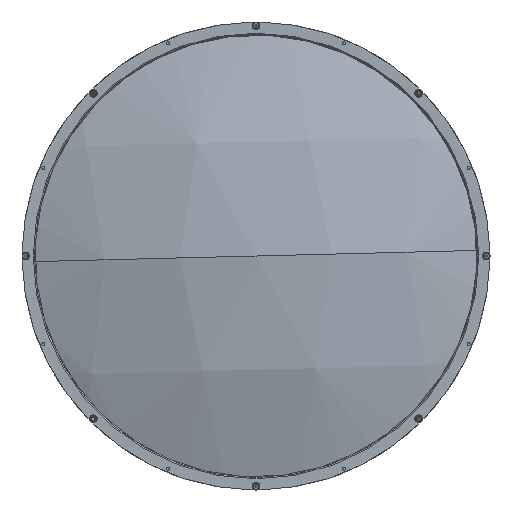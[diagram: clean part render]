
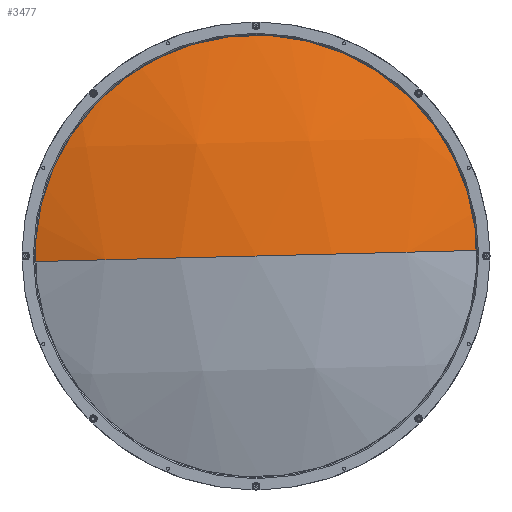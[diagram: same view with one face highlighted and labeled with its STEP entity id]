
A CAD part, left-side view. The second image highlights one B-rep face of the part: STEP entity #3477.
In plain terms, the highlighted spherical face has radius 527.92 mm.
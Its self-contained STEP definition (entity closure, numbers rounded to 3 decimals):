
#795 = EDGE_LOOP ( 'NONE', ( #1595, #8134, #3043 ) ) ;
#1595 = ORIENTED_EDGE ( 'NONE', *, *, #11133, .T. ) ;
#2336 = DIRECTION ( 'NONE',  ( 0., 0.025, 1. ) ) ;
#2385 = CARTESIAN_POINT ( 'NONE',  ( 28.634, -179.943, 4.542 ) ) ;
#2907 = CARTESIAN_POINT ( 'NONE',  ( 28.634, 0., 0. ) ) ;
#3043 = ORIENTED_EDGE ( 'NONE', *, *, #10888, .F. ) ;
#3142 = CIRCLE ( 'NONE', #11553, 527.92 ) ;
#3409 = CARTESIAN_POINT ( 'NONE',  ( 28.634, 179.943, -4.542 ) ) ;
#3419 = DIRECTION ( 'NONE',  ( 0., 0.025, 1. ) ) ;
#3477 = ADVANCED_FACE ( 'NONE', ( #7815 ), #11002, .T. ) ;
#4105 = DIRECTION ( 'NONE',  ( 0., 0.025, 1. ) ) ;
#4620 = CARTESIAN_POINT ( 'NONE',  ( 524.92, 0., 0. ) ) ;
#5764 = CIRCLE ( 'NONE', #6151, 527.92 ) ;
#5809 = DIRECTION ( 'NONE',  ( 0., -0.025, -1. ) ) ;
#5864 = CARTESIAN_POINT ( 'NONE',  ( -3., 0., 0. ) ) ;
#6151 = AXIS2_PLACEMENT_3D ( 'NONE', #9502, #2336, #10698 ) ;
#6390 = VERTEX_POINT ( 'NONE', #3409 ) ;
#6420 = AXIS2_PLACEMENT_3D ( 'NONE', #2907, #11254, #4105 ) ;
#7815 = FACE_OUTER_BOUND ( 'NONE', #795, .T. ) ;
#7888 = VERTEX_POINT ( 'NONE', #5864 ) ;
#8134 = ORIENTED_EDGE ( 'NONE', *, *, #10089, .T. ) ;
#9502 = CARTESIAN_POINT ( 'NONE',  ( 524.92, 0., 0. ) ) ;
#9808 = VERTEX_POINT ( 'NONE', #2385 ) ;
#10089 = EDGE_CURVE ( 'NONE', #6390, #7888, #5764, .T. ) ;
#10698 = DIRECTION ( 'NONE',  ( 0., -1., 0.025 ) ) ;
#10888 = EDGE_CURVE ( 'NONE', #9808, #7888, #3142, .T. ) ;
#11002 = SPHERICAL_SURFACE ( 'NONE', #12615, 527.92 ) ;
#11133 = EDGE_CURVE ( 'NONE', #9808, #6390, #13953, .T. ) ;
#11254 = DIRECTION ( 'NONE',  ( -1., 0., 0. ) ) ;
#11553 = AXIS2_PLACEMENT_3D ( 'NONE', #12967, #5809, #14164 ) ;
#12615 = AXIS2_PLACEMENT_3D ( 'NONE', #4620, #3419, #14172 ) ;
#12967 = CARTESIAN_POINT ( 'NONE',  ( 524.92, 0., 0. ) ) ;
#13953 = CIRCLE ( 'NONE', #6420, 180. ) ;
#14164 = DIRECTION ( 'NONE',  ( 0., 1., -0.025 ) ) ;
#14172 = DIRECTION ( 'NONE',  ( 0., -1., 0.025 ) ) ;
